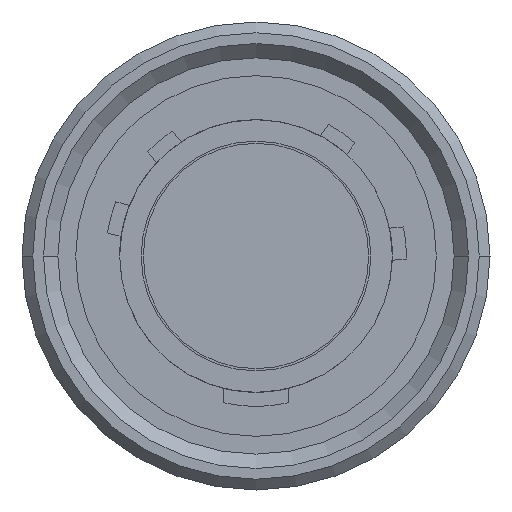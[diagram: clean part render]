
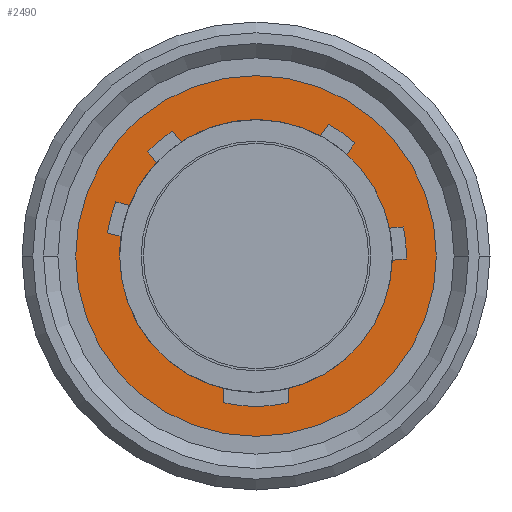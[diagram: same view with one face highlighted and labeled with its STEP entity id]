
A CAD part, left-side view. The second image highlights one B-rep face of the part: STEP entity #2490.
In plain terms, the highlighted planar face has unit normal (-1, 0, 0).
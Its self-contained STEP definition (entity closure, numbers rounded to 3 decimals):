
#480=CARTESIAN_POINT('',(11.,8.4,0.));
#490=VERTEX_POINT('',#480);
#650=CARTESIAN_POINT('',(11.,-8.4,0.));
#660=VERTEX_POINT('',#650);
#690=CARTESIAN_POINT('',(11.,0.,0.));
#700=DIRECTION('',(1.,0.,0.));
#710=DIRECTION('',(0.,-1.,0.));
#720=AXIS2_PLACEMENT_3D('',#690,#700,#710);
#730=CIRCLE('',#720,8.4);
#740=EDGE_CURVE('',#490,#660,#730,.T.);
#790=CARTESIAN_POINT('',(11.,-7.375,0.));
#800=DIRECTION('',(-1.,0.,0.));
#810=DIRECTION('',(0.,-1.,0.));
#820=AXIS2_PLACEMENT_3D('',#790,#800,#810);
#830=PLANE('',#820);
#840=CARTESIAN_POINT('',(11.,0.,0.));
#850=DIRECTION('',(-1.,0.,0.));
#860=DIRECTION('',(0.,0.,-1.));
#870=AXIS2_PLACEMENT_3D('',#840,#850,#860);
#880=CIRCLE('',#870,7.);
#890=CARTESIAN_POINT('',(11.,-4.606,5.271));
#900=VERTEX_POINT('',#890);
#910=CARTESIAN_POINT('',(11.,-3.378,6.131));
#920=VERTEX_POINT('',#910);
#930=EDGE_CURVE('',#900,#920,#880,.T.);
#940=ORIENTED_EDGE('',*,*,#930,.F.);
#950=CARTESIAN_POINT('',(11.,0.916,0.));
#960=DIRECTION('',(0.,0.574,-0.819));
#970=VECTOR('',#960,1.);
#980=LINE('',#950,#970);
#990=CARTESIAN_POINT('',(11.,-3.002,5.595));
#1000=VERTEX_POINT('',#990);
#1010=EDGE_CURVE('',#920,#1000,#980,.T.);
#1020=ORIENTED_EDGE('',*,*,#1010,.F.);
#1030=CARTESIAN_POINT('',(11.,0.,0.));
#1040=DIRECTION('',(1.,0.,0.));
#1050=DIRECTION('',(0.,-1.,0.));
#1060=AXIS2_PLACEMENT_3D('',#1030,#1040,#1050);
#1070=CIRCLE('',#1060,6.35);
#1080=CARTESIAN_POINT('',(11.,3.479,5.312));
#1090=VERTEX_POINT('',#1080);
#1100=EDGE_CURVE('',#1090,#1000,#1070,.T.);
#1110=ORIENTED_EDGE('',*,*,#1100,.T.);
#1120=CARTESIAN_POINT('',(11.,-0.979,0.));
#1130=DIRECTION('',(0.,0.643,0.766));
#1140=VECTOR('',#1130,1.);
#1150=LINE('',#1120,#1140);
#1160=CARTESIAN_POINT('',(11.,3.899,5.814));
#1170=VERTEX_POINT('',#1160);
#1180=EDGE_CURVE('',#1090,#1170,#1150,.T.);
#1190=ORIENTED_EDGE('',*,*,#1180,.F.);
#1200=CARTESIAN_POINT('',(11.,0.,0.));
#1210=DIRECTION('',(-1.,0.,0.));
#1220=DIRECTION('',(0.,0.,-1.));
#1230=AXIS2_PLACEMENT_3D('',#1200,#1210,#1220);
#1240=CIRCLE('',#1230,7.);
#1250=CARTESIAN_POINT('',(11.,5.048,4.849));
#1260=VERTEX_POINT('',#1250);
#1270=EDGE_CURVE('',#1170,#1260,#1240,.T.);
#1280=ORIENTED_EDGE('',*,*,#1270,.F.);
#1290=CARTESIAN_POINT('',(11.,0.979,0.));
#1300=DIRECTION('',(0.,-0.643,-0.766));
#1310=VECTOR('',#1300,1.);
#1320=LINE('',#1290,#1310);
#1330=CARTESIAN_POINT('',(11.,4.628,4.348));
#1340=VERTEX_POINT('',#1330);
#1350=EDGE_CURVE('',#1260,#1340,#1320,.T.);
#1360=ORIENTED_EDGE('',*,*,#1350,.F.);
#1370=CARTESIAN_POINT('',(11.,5.897,2.356));
#1380=VERTEX_POINT('',#1370);
#1390=EDGE_CURVE('',#1380,#1340,#1070,.T.);
#1400=ORIENTED_EDGE('',*,*,#1390,.T.);
#1410=CARTESIAN_POINT('',(11.,0.,0.776));
#1420=DIRECTION('',(0.,0.966,0.259));
#1430=VECTOR('',#1420,1.);
#1440=LINE('',#1410,#1430);
#1450=CARTESIAN_POINT('',(11.,6.528,2.526));
#1460=VERTEX_POINT('',#1450);
#1470=EDGE_CURVE('',#1380,#1460,#1440,.T.);
#1480=ORIENTED_EDGE('',*,*,#1470,.F.);
#1490=CARTESIAN_POINT('',(11.,0.,0.));
#1500=DIRECTION('',(-1.,0.,0.));
#1510=DIRECTION('',(0.,0.,-1.));
#1520=AXIS2_PLACEMENT_3D('',#1490,#1500,#1510);
#1530=CIRCLE('',#1520,7.);
#1540=CARTESIAN_POINT('',(11.,6.917,1.077));
#1550=VERTEX_POINT('',#1540);
#1560=EDGE_CURVE('',#1460,#1550,#1530,.T.);
#1570=ORIENTED_EDGE('',*,*,#1560,.F.);
#1580=CARTESIAN_POINT('',(11.,0.,-0.776));
#1590=DIRECTION('',(0.,-0.966,-0.259));
#1600=VECTOR('',#1590,1.);
#1610=LINE('',#1580,#1600);
#1620=CARTESIAN_POINT('',(11.,6.285,0.908));
#1630=VERTEX_POINT('',#1620);
#1640=EDGE_CURVE('',#1550,#1630,#1610,.T.);
#1650=ORIENTED_EDGE('',*,*,#1640,.F.);
#1660=CARTESIAN_POINT('',(11.,6.35,0.));
#1670=VERTEX_POINT('',#1660);
#1680=EDGE_CURVE('',#1670,#1630,#1070,.T.);
#1690=ORIENTED_EDGE('',*,*,#1680,.T.);
#1700=CARTESIAN_POINT('',(11.,1.5,-6.17));
#1710=VERTEX_POINT('',#1700);
#1720=EDGE_CURVE('',#1710,#1670,#1070,.T.);
#1730=ORIENTED_EDGE('',*,*,#1720,.T.);
#1740=CARTESIAN_POINT('',(11.,1.5,0.));
#1750=DIRECTION('',(0.,0.,-1.));
#1760=VECTOR('',#1750,1.);
#1770=LINE('',#1740,#1760);
#1780=CARTESIAN_POINT('',(11.,1.5,-6.837));
#1790=VERTEX_POINT('',#1780);
#1800=EDGE_CURVE('',#1710,#1790,#1770,.T.);
#1810=ORIENTED_EDGE('',*,*,#1800,.F.);
#1820=CARTESIAN_POINT('',(11.,0.,0.));
#1830=DIRECTION('',(-1.,0.,0.));
#1840=DIRECTION('',(0.,0.,-1.));
#1850=AXIS2_PLACEMENT_3D('',#1820,#1830,#1840);
#1860=CIRCLE('',#1850,7.);
#1870=CARTESIAN_POINT('',(11.,0.,-7.));
#1880=VERTEX_POINT('',#1870);
#1890=EDGE_CURVE('',#1790,#1880,#1860,.T.);
#1900=ORIENTED_EDGE('',*,*,#1890,.F.);
#1910=CARTESIAN_POINT('',(11.,-1.5,-6.837));
#1920=VERTEX_POINT('',#1910);
#1930=EDGE_CURVE('',#1880,#1920,#1860,.T.);
#1940=ORIENTED_EDGE('',*,*,#1930,.F.);
#1950=CARTESIAN_POINT('',(11.,-1.5,0.));
#1960=DIRECTION('',(0.,0.,1.));
#1970=VECTOR('',#1960,1.);
#1980=LINE('',#1950,#1970);
#1990=CARTESIAN_POINT('',(11.,-1.5,-6.17));
#2000=VERTEX_POINT('',#1990);
#2010=EDGE_CURVE('',#1920,#2000,#1980,.T.);
#2020=ORIENTED_EDGE('',*,*,#2010,.F.);
#2030=CARTESIAN_POINT('',(11.,-6.347,-0.198));
#2040=VERTEX_POINT('',#2030);
#2050=EDGE_CURVE('',#2040,#2000,#1070,.T.);
#2060=ORIENTED_EDGE('',*,*,#2050,.T.);
#2070=CARTESIAN_POINT('',(11.,0.,-0.753));
#2080=DIRECTION('',(0.,-0.996,0.087));
#2090=VECTOR('',#2080,1.);
#2100=LINE('',#2070,#2090);
#2110=CARTESIAN_POINT('',(11.,-6.999,-0.141));
#2120=VERTEX_POINT('',#2110);
#2130=EDGE_CURVE('',#2040,#2120,#2100,.T.);
#2140=ORIENTED_EDGE('',*,*,#2130,.F.);
#2150=CARTESIAN_POINT('',(11.,0.,0.));
#2160=DIRECTION('',(-1.,0.,0.));
#2170=DIRECTION('',(0.,0.087,-0.996));
#2180=AXIS2_PLACEMENT_3D('',#2150,#2160,#2170);
#2190=CIRCLE('',#2180,7.);
#2200=CARTESIAN_POINT('',(11.,-6.868,1.354));
#2210=VERTEX_POINT('',#2200);
#2220=EDGE_CURVE('',#2120,#2210,#2190,.T.);
#2230=ORIENTED_EDGE('',*,*,#2220,.F.);
#2240=CARTESIAN_POINT('',(11.,0.,0.753));
#2250=DIRECTION('',(0.,0.996,-0.087));
#2260=VECTOR('',#2250,1.);
#2270=LINE('',#2240,#2260);
#2280=CARTESIAN_POINT('',(11.,-6.216,1.297));
#2290=VERTEX_POINT('',#2280);
#2300=EDGE_CURVE('',#2210,#2290,#2270,.T.);
#2310=ORIENTED_EDGE('',*,*,#2300,.F.);
#2320=CARTESIAN_POINT('',(11.,-4.231,4.735));
#2330=VERTEX_POINT('',#2320);
#2340=EDGE_CURVE('',#2330,#2290,#1070,.T.);
#2350=ORIENTED_EDGE('',*,*,#2340,.T.);
#2360=CARTESIAN_POINT('',(11.,-0.916,0.));
#2370=DIRECTION('',(0.,-0.574,0.819));
#2380=VECTOR('',#2370,1.);
#2390=LINE('',#2360,#2380);
#2400=EDGE_CURVE('',#2330,#900,#2390,.T.);
#2410=ORIENTED_EDGE('',*,*,#2400,.F.);
#2420=EDGE_LOOP('',(#2410,#2350,#2310,#2230,#2140,#2060,#2020,#1940,
#1900,#1810,#1730,#1690,#1650,#1570,#1480,#1400,#1360,#1280,#1190,#1110,
#1020,#940));
#2430=FACE_BOUND('',#2420,.T.);
#2440=EDGE_CURVE('',#660,#490,#730,.T.);
#2450=ORIENTED_EDGE('',*,*,#2440,.F.);
#2460=ORIENTED_EDGE('',*,*,#740,.F.);
#2470=EDGE_LOOP('',(#2460,#2450));
#2480=FACE_OUTER_BOUND('',#2470,.T.);
#2490=ADVANCED_FACE('',(#2430,#2480),#830,.T.);
